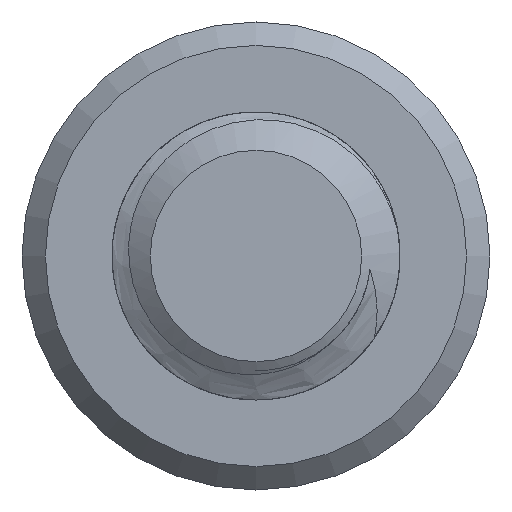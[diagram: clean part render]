
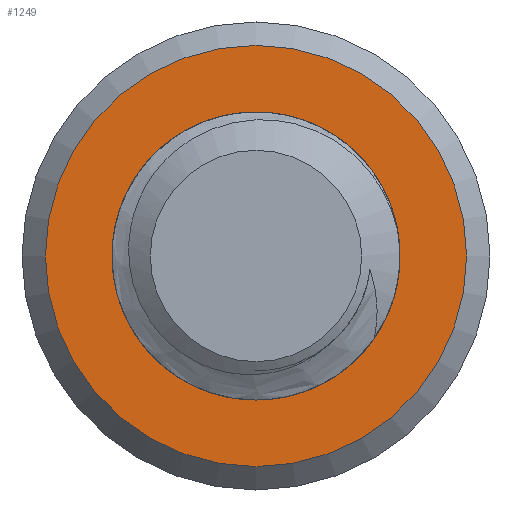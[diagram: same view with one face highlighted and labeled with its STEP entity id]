
A CAD part, left-side view. The second image highlights one B-rep face of the part: STEP entity #1249.
In plain terms, the highlighted face is planar.
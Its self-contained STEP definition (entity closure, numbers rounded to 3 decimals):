
#20=FACE_BOUND('',#181,.T.);
#23=PLANE('',#1350);
#107=FACE_OUTER_BOUND('',#180,.T.);
#180=EDGE_LOOP('',(#1094));
#181=EDGE_LOOP('',(#1095,#1096,#1097,#1098));
#194=CIRCLE('',#1278,4.);
#198=CIRCLE('',#1330,5.85);
#204=CIRCLE('',#1341,3.188);
#313=B_SPLINE_CURVE_WITH_KNOTS('',3,(#5988,#5989,#5990,#5991,#5992,#5993,
#5994,#5995,#5996,#5997,#5998,#5999,#6000,#6001,#6002,#6003,#6004,#6005),
 .UNSPECIFIED.,.F.,.F.,(4,2,2,2,2,2,2,2,4),(0.,0.084,0.164,
0.288,0.453,0.661,0.861,
0.924,0.968),.UNSPECIFIED.);
#314=B_SPLINE_CURVE_WITH_KNOTS('',3,(#6656,#6657,#6658,#6659,#6660,#6661,
#6662,#6663,#6664,#6665,#6666,#6667,#6668,#6669,#6670,#6671,#6672,#6673),
 .UNSPECIFIED.,.F.,.F.,(4,2,2,2,2,2,2,2,4),(0.,0.113,0.216,
0.359,0.416,0.507,0.604,
0.684,0.795),.UNSPECIFIED.);
#445=VERTEX_POINT('',#1612);
#446=VERTEX_POINT('',#1625);
#545=VERTEX_POINT('',#5219);
#554=VERTEX_POINT('',#5288);
#555=VERTEX_POINT('',#5301);
#568=EDGE_CURVE('',#445,#446,#194,.T.);
#715=EDGE_CURVE('',#545,#545,#198,.T.);
#729=EDGE_CURVE('',#555,#554,#204,.T.);
#733=EDGE_CURVE('',#554,#446,#313,.T.);
#734=EDGE_CURVE('',#445,#555,#314,.T.);
#1094=ORIENTED_EDGE('',*,*,#715,.T.);
#1095=ORIENTED_EDGE('',*,*,#568,.F.);
#1096=ORIENTED_EDGE('',*,*,#734,.T.);
#1097=ORIENTED_EDGE('',*,*,#729,.T.);
#1098=ORIENTED_EDGE('',*,*,#733,.T.);
#1249=ADVANCED_FACE('',(#107,#20),#23,.F.);
#1278=AXIS2_PLACEMENT_3D('',#1626,#1371,#1372);
#1330=AXIS2_PLACEMENT_3D('',#5221,#1523,#1524);
#1341=AXIS2_PLACEMENT_3D('',#5302,#1548,#1549);
#1350=AXIS2_PLACEMENT_3D('',#6685,#1566,#1567);
#1371=DIRECTION('center_axis',(0.,0.,1.));
#1372=DIRECTION('ref_axis',(1.,0.,0.));
#1523=DIRECTION('center_axis',(0.,0.,1.));
#1524=DIRECTION('ref_axis',(-1.,0.,0.));
#1548=DIRECTION('center_axis',(0.,0.,-1.));
#1549=DIRECTION('ref_axis',(1.,0.,0.));
#1566=DIRECTION('center_axis',(0.,0.,-1.));
#1567=DIRECTION('ref_axis',(-1.,0.,0.));
#1612=CARTESIAN_POINT('',(0.,4.,-30.));
#1625=CARTESIAN_POINT('',(-2.803,2.854,-30.));
#1626=CARTESIAN_POINT('Origin',(0.,0.,-30.));
#5219=CARTESIAN_POINT('',(5.85,0.,-30.));
#5221=CARTESIAN_POINT('Origin',(0.,0.,-30.));
#5288=CARTESIAN_POINT('',(0.,-3.188,-30.));
#5301=CARTESIAN_POINT('',(2.234,-2.275,-30.));
#5302=CARTESIAN_POINT('Origin',(0.,0.,-30.));
#5988=CARTESIAN_POINT('Ctrl Pts',(0.,-3.188,
-30.));
#5989=CARTESIAN_POINT('Ctrl Pts',(-0.277,-3.215,
-30.));
#5990=CARTESIAN_POINT('Ctrl Pts',(-0.557,-3.208,
-30.));
#5991=CARTESIAN_POINT('Ctrl Pts',(-1.096,-3.126,-30.));
#5992=CARTESIAN_POINT('Ctrl Pts',(-1.354,-3.054,-30.));
#5993=CARTESIAN_POINT('Ctrl Pts',(-1.983,-2.796,-30.));
#5994=CARTESIAN_POINT('Ctrl Pts',(-2.333,-2.57,-30.));
#5995=CARTESIAN_POINT('Ctrl Pts',(-3.032,-1.907,-30.));
#5996=CARTESIAN_POINT('Ctrl Pts',(-3.278,-1.487,-30.));
#5997=CARTESIAN_POINT('Ctrl Pts',(-3.621,-0.71,-30.));
#5998=CARTESIAN_POINT('Ctrl Pts',(-3.728,-0.243,-30.));
#5999=CARTESIAN_POINT('Ctrl Pts',(-3.76,0.687,-30.));
#6000=CARTESIAN_POINT('Ctrl Pts',(-3.691,1.142,-30.));
#6001=CARTESIAN_POINT('Ctrl Pts',(-3.496,1.708,-30.));
#6002=CARTESIAN_POINT('Ctrl Pts',(-3.4,1.959,-30.));
#6003=CARTESIAN_POINT('Ctrl Pts',(-3.102,2.471,-30.));
#6004=CARTESIAN_POINT('Ctrl Pts',(-2.961,2.669,-30.));
#6005=CARTESIAN_POINT('Ctrl Pts',(-2.803,2.854,-30.));
#6656=CARTESIAN_POINT('Ctrl Pts',(0.,4.,
-30.));
#6657=CARTESIAN_POINT('Ctrl Pts',(0.376,3.971,-30.));
#6658=CARTESIAN_POINT('Ctrl Pts',(0.745,3.886,-30.));
#6659=CARTESIAN_POINT('Ctrl Pts',(1.415,3.623,-30.));
#6660=CARTESIAN_POINT('Ctrl Pts',(1.716,3.455,-30.));
#6661=CARTESIAN_POINT('Ctrl Pts',(2.372,2.962,-30.));
#6662=CARTESIAN_POINT('Ctrl Pts',(2.697,2.606,-30.));
#6663=CARTESIAN_POINT('Ctrl Pts',(3.046,2.037,-30.));
#6664=CARTESIAN_POINT('Ctrl Pts',(3.157,1.83,-30.));
#6665=CARTESIAN_POINT('Ctrl Pts',(3.399,1.198,-30.));
#6666=CARTESIAN_POINT('Ctrl Pts',(3.476,0.786,-30.));
#6667=CARTESIAN_POINT('Ctrl Pts',(3.479,-0.072,
-30.));
#6668=CARTESIAN_POINT('Ctrl Pts',(3.396,-0.509,-30.));
#6669=CARTESIAN_POINT('Ctrl Pts',(3.095,-1.261,-30.));
#6670=CARTESIAN_POINT('Ctrl Pts',(2.932,-1.513,-30.));
#6671=CARTESIAN_POINT('Ctrl Pts',(2.648,-1.9,-30.));
#6672=CARTESIAN_POINT('Ctrl Pts',(2.453,-2.102,-30.));
#6673=CARTESIAN_POINT('Ctrl Pts',(2.234,-2.275,-30.));
#6685=CARTESIAN_POINT('Origin',(0.,0.,-30.));
